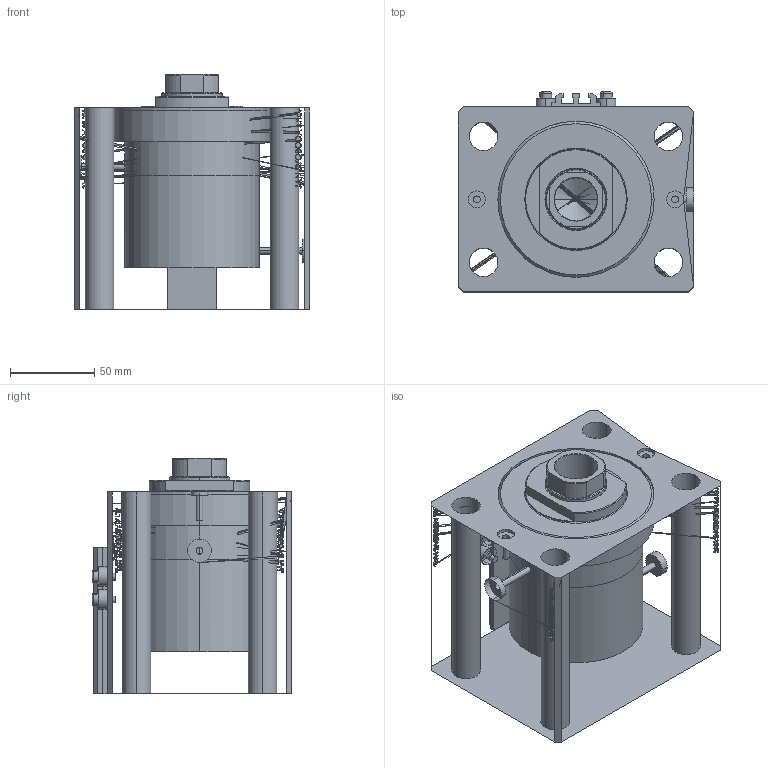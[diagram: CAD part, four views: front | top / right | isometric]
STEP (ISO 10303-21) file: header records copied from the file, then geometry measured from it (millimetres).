
FILE_DESCRIPTION (( 'STEP AP203' ), '1' );
FILE_NAME ('8774.STEP', '2023-10-07T22:47:30', ( '' ), ( '' ), 'SwSTEP 2.0', 'SolidWorks 2019', '' );
FILE_SCHEMA (( 'CONFIG_CONTROL_DESIGN' ));
Length unit declared in the file: millimetre
Products named in the file (5): ALLEN BOLT V250CE 8d96f4b3e51f52d91d025d6c3d1b6d34; 8774; V250CE_VC_C 8d96f4b3e51f52d91d025d6c3d1b6d34; V250CE_C_Body 8d96f4b3e51f52d91d025d6c3d1b6d34; V250CE_C_VCP 8d96f4b3e51f52d91d025d6c3d1b6d34
Assembly tree (7 placements, depth 2):
  8774
    V250CE_C_Body 8d96f4b3e51f52d91d025d6c3d1b6d34
    ALLEN BOLT V250CE 8d96f4b3e51f52d91d025d6c3d1b6d34  x4
    V250CE_C_VCP 8d96f4b3e51f52d91d025d6c3d1b6d34
    V250CE_VC_C 8d96f4b3e51f52d91d025d6c3d1b6d34
Bounding box: 140 x 119 x 140 mm (x, y, z)
Volume: 448995.9 mm3; surface area: 194348 mm2
Topology: 7 solids, 8 shells, 1034 faces, 2577 edges, 1685 vertices
Faces by surface type: plane 504, bspline 374, cylinder 86, cone 56, torus 14
Entity records: 47244 total; most frequent: CARTESIAN_POINT 25880, ORIENTED_EDGE 4890, DIRECTION 3035, EDGE_CURVE 2445, VERTEX_POINT 1617, LINE 1487, VECTOR 1487, EDGE_LOOP 1082
